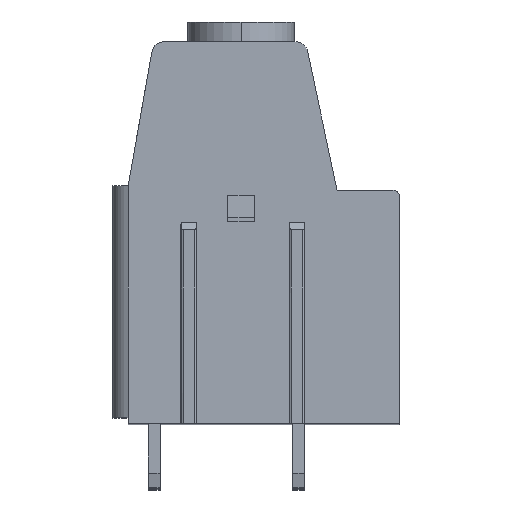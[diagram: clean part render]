
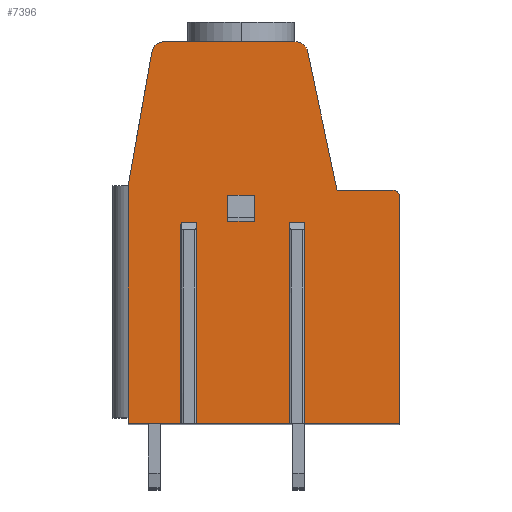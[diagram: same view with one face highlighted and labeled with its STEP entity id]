
A CAD part, top view. The second image highlights one B-rep face of the part: STEP entity #7396.
In plain terms, the highlighted planar face has unit normal (0, 0, 1).
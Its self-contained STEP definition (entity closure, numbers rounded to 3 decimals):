
#1878=DIRECTION('',(0.,1.,0.));
#1879=VECTOR('',#1878,2.);
#1880=CARTESIAN_POINT('',(-0.75,0.85,5.08));
#1881=LINE('',#1880,#1879);
#1882=DIRECTION('',(1.,0.,0.));
#1883=VECTOR('',#1882,2.);
#1884=CARTESIAN_POINT('',(-2.75,2.85,5.08));
#1885=LINE('',#1884,#1883);
#1886=DIRECTION('',(0.,1.,0.));
#1887=VECTOR('',#1886,2.);
#1888=CARTESIAN_POINT('',(-2.75,0.85,5.08));
#1889=LINE('',#1888,#1887);
#1890=DIRECTION('',(1.,0.,0.));
#1891=VECTOR('',#1890,2.);
#1892=CARTESIAN_POINT('',(-2.75,0.85,5.08));
#1893=LINE('',#1892,#1891);
#1894=CARTESIAN_POINT('',(2.386,13.65,5.08));
#1895=DIRECTION('',(0.,0.,1.));
#1896=DIRECTION('',(0.978,0.208,0.));
#1897=AXIS2_PLACEMENT_3D('',#1894,#1895,#1896);
#1899=DIRECTION('',(-0.208,0.978,0.));
#1900=VECTOR('',#1899,10.845);
#1901=CARTESIAN_POINT('',(5.619,3.25,5.08));
#1902=LINE('',#1901,#1900);
#1903=DIRECTION('',(-1.,0.,0.));
#1904=VECTOR('',#1903,4.281);
#1905=CARTESIAN_POINT('',(9.9,3.25,5.08));
#1906=LINE('',#1905,#1904);
#1907=CARTESIAN_POINT('',(9.9,2.75,5.08));
#1908=DIRECTION('',(0.,0.,1.));
#1909=DIRECTION('',(1.,0.,0.));
#1910=AXIS2_PLACEMENT_3D('',#1907,#1908,#1909);
#1912=DIRECTION('',(0.,1.,0.));
#1913=VECTOR('',#1912,17.4);
#1914=CARTESIAN_POINT('',(10.4,-14.65,5.08));
#1915=LINE('',#1914,#1913);
#1916=DIRECTION('',(1.,0.,0.));
#1917=VECTOR('',#1916,7.525);
#1918=CARTESIAN_POINT('',(2.875,-14.65,5.08));
#1919=LINE('',#1918,#1917);
#1920=DIRECTION('',(0.,1.,0.));
#1921=VECTOR('',#1920,15.4);
#1922=CARTESIAN_POINT('',(2.875,-14.65,5.08));
#1923=LINE('',#1922,#1921);
#1924=DIRECTION('',(1.,0.,0.));
#1925=VECTOR('',#1924,0.65);
#1926=CARTESIAN_POINT('',(2.225,0.75,5.08));
#1927=LINE('',#1926,#1925);
#1928=DIRECTION('',(0.,1.,0.));
#1929=VECTOR('',#1928,15.4);
#1930=CARTESIAN_POINT('',(2.225,-14.65,5.08));
#1931=LINE('',#1930,#1929);
#1932=DIRECTION('',(1.,0.,0.));
#1933=VECTOR('',#1932,7.65);
#1934=CARTESIAN_POINT('',(-5.425,-14.65,5.08));
#1935=LINE('',#1934,#1933);
#1936=DIRECTION('',(0.,1.,0.));
#1937=VECTOR('',#1936,15.4);
#1938=CARTESIAN_POINT('',(-5.425,-14.65,5.08));
#1939=LINE('',#1938,#1937);
#1940=DIRECTION('',(1.,0.,0.));
#1941=VECTOR('',#1940,0.65);
#1942=CARTESIAN_POINT('',(-6.075,0.75,5.08));
#1943=LINE('',#1942,#1941);
#1944=DIRECTION('',(0.,1.,0.));
#1945=VECTOR('',#1944,15.4);
#1946=CARTESIAN_POINT('',(-6.075,-14.65,5.08));
#1947=LINE('',#1946,#1945);
#1948=DIRECTION('',(1.,0.,0.));
#1949=VECTOR('',#1948,4.325);
#1950=CARTESIAN_POINT('',(-10.4,-14.65,5.08));
#1951=LINE('',#1950,#1949);
#1952=DIRECTION('',(0.,-1.,0.));
#1953=VECTOR('',#1952,18.25);
#1954=CARTESIAN_POINT('',(-10.4,3.6,5.08));
#1955=LINE('',#1954,#1953);
#1956=DIRECTION('',(-0.174,-0.985,0.));
#1957=VECTOR('',#1956,10.381);
#1958=CARTESIAN_POINT('',(-8.597,13.824,5.08));
#1959=LINE('',#1958,#1957);
#1960=CARTESIAN_POINT('',(-7.612,13.65,5.08));
#1961=DIRECTION('',(0.,0.,1.));
#1962=DIRECTION('',(0.,1.,0.));
#1963=AXIS2_PLACEMENT_3D('',#1960,#1961,#1962);
#1965=DIRECTION('',(-1.,0.,0.));
#1966=VECTOR('',#1965,9.998);
#1967=CARTESIAN_POINT('',(2.386,14.65,5.08));
#1968=LINE('',#1967,#1966);
#4003=CARTESIAN_POINT('',(-10.4,3.6,5.08));
#4004=CARTESIAN_POINT('',(-10.4,-14.65,5.08));
#4005=VERTEX_POINT('',#4003);
#4006=VERTEX_POINT('',#4004);
#4008=CARTESIAN_POINT('',(10.4,-14.65,5.08));
#4010=VERTEX_POINT('',#4008);
#4012=CARTESIAN_POINT('',(5.619,3.25,5.08));
#4014=VERTEX_POINT('',#4012);
#4055=CARTESIAN_POINT('',(-6.075,-14.65,5.08));
#4056=VERTEX_POINT('',#4055);
#4057=CARTESIAN_POINT('',(-5.425,-14.65,5.08));
#4058=CARTESIAN_POINT('',(2.225,-14.65,5.08));
#4059=VERTEX_POINT('',#4057);
#4060=VERTEX_POINT('',#4058);
#4061=CARTESIAN_POINT('',(2.875,-14.65,5.08));
#4062=VERTEX_POINT('',#4061);
#4063=CARTESIAN_POINT('',(-6.075,0.75,5.08));
#4064=CARTESIAN_POINT('',(-5.425,0.75,5.08));
#4065=VERTEX_POINT('',#4063);
#4066=VERTEX_POINT('',#4064);
#4067=CARTESIAN_POINT('',(2.225,0.75,5.08));
#4068=CARTESIAN_POINT('',(2.875,0.75,5.08));
#4069=VERTEX_POINT('',#4067);
#4070=VERTEX_POINT('',#4068);
#4089=CARTESIAN_POINT('',(-0.75,0.85,5.08));
#4090=CARTESIAN_POINT('',(-0.75,2.85,5.08));
#4091=VERTEX_POINT('',#4089);
#4092=VERTEX_POINT('',#4090);
#4093=CARTESIAN_POINT('',(-2.75,0.85,5.08));
#4094=CARTESIAN_POINT('',(-2.75,2.85,5.08));
#4095=VERTEX_POINT('',#4093);
#4096=VERTEX_POINT('',#4094);
#4221=CARTESIAN_POINT('',(3.364,13.858,5.08));
#4222=VERTEX_POINT('',#4221);
#4223=CARTESIAN_POINT('',(2.386,14.65,5.08));
#4224=VERTEX_POINT('',#4223);
#4229=CARTESIAN_POINT('',(-7.612,14.65,5.08));
#4230=CARTESIAN_POINT('',(-8.597,13.824,5.08));
#4231=VERTEX_POINT('',#4229);
#4232=VERTEX_POINT('',#4230);
#4237=CARTESIAN_POINT('',(10.4,2.75,5.08));
#4238=VERTEX_POINT('',#4237);
#4239=CARTESIAN_POINT('',(9.9,3.25,5.08));
#4240=VERTEX_POINT('',#4239);
#7355=CARTESIAN_POINT('',(0.,0.,5.08));
#7356=DIRECTION('',(0.,0.,1.));
#7357=DIRECTION('',(1.,0.,0.));
#7358=AXIS2_PLACEMENT_3D('',#7355,#7356,#7357);
#7359=PLANE('',#7358);
#7360=ORIENTED_EDGE('',*,*,#5231,.F.);
#7361=ORIENTED_EDGE('',*,*,#5247,.F.);
#7362=ORIENTED_EDGE('',*,*,#5259,.F.);
#7363=ORIENTED_EDGE('',*,*,#5274,.F.);
#7364=ORIENTED_EDGE('',*,*,#5289,.F.);
#7365=ORIENTED_EDGE('',*,*,#5423,.F.);
#7367=ORIENTED_EDGE('',*,*,#7366,.T.);
#7369=ORIENTED_EDGE('',*,*,#7368,.F.);
#7371=ORIENTED_EDGE('',*,*,#7370,.F.);
#7372=ORIENTED_EDGE('',*,*,#5407,.F.);
#7374=ORIENTED_EDGE('',*,*,#7373,.T.);
#7376=ORIENTED_EDGE('',*,*,#7375,.F.);
#7378=ORIENTED_EDGE('',*,*,#7377,.F.);
#7379=ORIENTED_EDGE('',*,*,#5391,.F.);
#7380=ORIENTED_EDGE('',*,*,#5849,.F.);
#7381=ORIENTED_EDGE('',*,*,#5971,.F.);
#7382=ORIENTED_EDGE('',*,*,#6238,.F.);
#7383=ORIENTED_EDGE('',*,*,#6346,.F.);
#7384=EDGE_LOOP('',(#7360,#7361,#7362,#7363,#7364,#7365,#7367,#7369,#7371,#7372,
#7374,#7376,#7378,#7379,#7380,#7381,#7382,#7383));
#7385=FACE_OUTER_BOUND('',#7384,.F.);
#7387=ORIENTED_EDGE('',*,*,#7386,.T.);
#7389=ORIENTED_EDGE('',*,*,#7388,.F.);
#7391=ORIENTED_EDGE('',*,*,#7390,.F.);
#7393=ORIENTED_EDGE('',*,*,#7392,.T.);
#7394=EDGE_LOOP('',(#7387,#7389,#7391,#7393));
#7395=FACE_BOUND('',#7394,.F.);
#1898=CIRCLE('',#1897,1.);
#1911=CIRCLE('',#1910,0.5);
#1964=CIRCLE('',#1963,1.);
#5231=EDGE_CURVE('',#4222,#4224,#1898,.T.);
#5247=EDGE_CURVE('',#4014,#4222,#1902,.T.);
#5259=EDGE_CURVE('',#4240,#4014,#1906,.T.);
#5274=EDGE_CURVE('',#4238,#4240,#1911,.T.);
#5289=EDGE_CURVE('',#4010,#4238,#1915,.T.);
#5391=EDGE_CURVE('',#4006,#4056,#1951,.T.);
#5407=EDGE_CURVE('',#4059,#4060,#1935,.T.);
#5423=EDGE_CURVE('',#4062,#4010,#1919,.T.);
#5849=EDGE_CURVE('',#4005,#4006,#1955,.T.);
#5971=EDGE_CURVE('',#4232,#4005,#1959,.T.);
#6238=EDGE_CURVE('',#4231,#4232,#1964,.T.);
#6346=EDGE_CURVE('',#4224,#4231,#1968,.T.);
#7366=EDGE_CURVE('',#4062,#4070,#1923,.T.);
#7368=EDGE_CURVE('',#4069,#4070,#1927,.T.);
#7370=EDGE_CURVE('',#4060,#4069,#1931,.T.);
#7373=EDGE_CURVE('',#4059,#4066,#1939,.T.);
#7375=EDGE_CURVE('',#4065,#4066,#1943,.T.);
#7377=EDGE_CURVE('',#4056,#4065,#1947,.T.);
#7386=EDGE_CURVE('',#4091,#4092,#1881,.T.);
#7388=EDGE_CURVE('',#4096,#4092,#1885,.T.);
#7390=EDGE_CURVE('',#4095,#4096,#1889,.T.);
#7392=EDGE_CURVE('',#4095,#4091,#1893,.T.);
#7396=ADVANCED_FACE('',(#7385,#7395),#7359,.T.);
